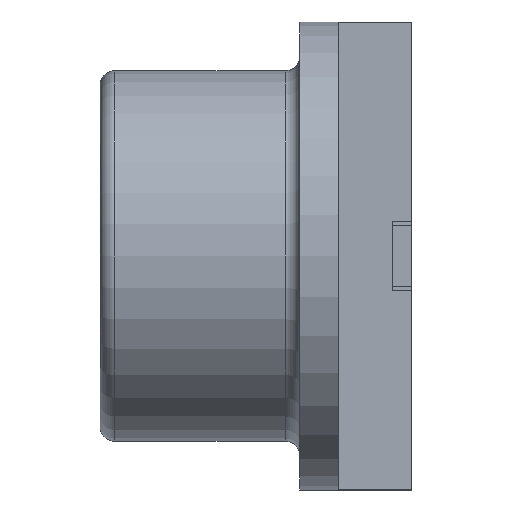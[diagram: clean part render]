
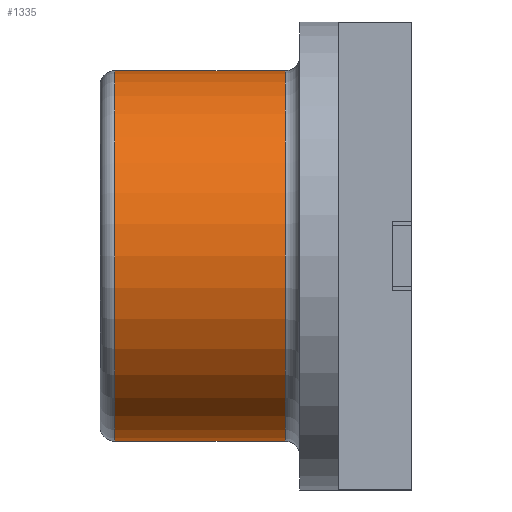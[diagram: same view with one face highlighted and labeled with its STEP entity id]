
A CAD part, left-side view. The second image highlights one B-rep face of the part: STEP entity #1335.
In plain terms, the highlighted cylindrical face has radius 1.9 mm (diameter 3.8 mm), a partial arc.
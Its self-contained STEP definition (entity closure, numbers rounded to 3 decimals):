
#179 = VERTEX_POINT ( 'NONE', #1339 ) ;
#224 = CIRCLE ( 'NONE', #977, 1.9 ) ;
#246 = EDGE_CURVE ( 'NONE', #1081, #179, #1053, .T. ) ;
#270 = CARTESIAN_POINT ( 'NONE',  ( -3.25, 3.05, 0. ) ) ;
#316 = EDGE_LOOP ( 'NONE', ( #1401, #1380, #348, #479 ) ) ;
#348 = ORIENTED_EDGE ( 'NONE', *, *, #1243, .T. ) ;
#405 = LINE ( 'NONE', #650, #1574 ) ;
#445 = CARTESIAN_POINT ( 'NONE',  ( -3.25, 1.3, -1.9 ) ) ;
#479 = ORIENTED_EDGE ( 'NONE', *, *, #836, .T. ) ;
#503 = VERTEX_POINT ( 'NONE', #445 ) ;
#523 = DIRECTION ( 'NONE',  ( 0., -1., 0. ) ) ;
#544 = DIRECTION ( 'NONE',  ( 0., -1., 0. ) ) ;
#554 = VECTOR ( 'NONE', #544, 1000. ) ;
#650 = CARTESIAN_POINT ( 'NONE',  ( -3.25, 17.379, -1.9 ) ) ;
#665 = DIRECTION ( 'NONE',  ( 0., -1., 0. ) ) ;
#719 = DIRECTION ( 'NONE',  ( 0., 1., 0. ) ) ;
#836 = EDGE_CURVE ( 'NONE', #503, #891, #224, .T. ) ;
#867 = FACE_OUTER_BOUND ( 'NONE', #316, .T. ) ;
#886 = CYLINDRICAL_SURFACE ( 'NONE', #1062, 1.9 ) ;
#891 = VERTEX_POINT ( 'NONE', #1519 ) ;
#892 = CARTESIAN_POINT ( 'NONE',  ( -3.25, 17.379, 0. ) ) ;
#913 = EDGE_CURVE ( 'NONE', #1081, #891, #1099, .T. ) ;
#977 = AXIS2_PLACEMENT_3D ( 'NONE', #1185, #719, #1545 ) ;
#1027 = CARTESIAN_POINT ( 'NONE',  ( -3.25, 17.379, 1.9 ) ) ;
#1053 = CIRCLE ( 'NONE', #1256, 1.9 ) ;
#1062 = AXIS2_PLACEMENT_3D ( 'NONE', #892, #665, #1259 ) ;
#1081 = VERTEX_POINT ( 'NONE', #1543 ) ;
#1099 = LINE ( 'NONE', #1027, #554 ) ;
#1185 = CARTESIAN_POINT ( 'NONE',  ( -3.25, 1.3, 0. ) ) ;
#1243 = EDGE_CURVE ( 'NONE', #179, #503, #405, .T. ) ;
#1256 = AXIS2_PLACEMENT_3D ( 'NONE', #270, #1365, #1482 ) ;
#1259 = DIRECTION ( 'NONE',  ( 0., 0., -1. ) ) ;
#1335 = ADVANCED_FACE ( 'NONE', ( #867 ), #886, .T. ) ;
#1339 = CARTESIAN_POINT ( 'NONE',  ( -3.25, 3.05, -1.9 ) ) ;
#1365 = DIRECTION ( 'NONE',  ( 0., -1., 0. ) ) ;
#1380 = ORIENTED_EDGE ( 'NONE', *, *, #246, .T. ) ;
#1401 = ORIENTED_EDGE ( 'NONE', *, *, #913, .F. ) ;
#1482 = DIRECTION ( 'NONE',  ( 0., 0., 1. ) ) ;
#1519 = CARTESIAN_POINT ( 'NONE',  ( -3.25, 1.3, 1.9 ) ) ;
#1543 = CARTESIAN_POINT ( 'NONE',  ( -3.25, 3.05, 1.9 ) ) ;
#1545 = DIRECTION ( 'NONE',  ( 0., 0., 1. ) ) ;
#1574 = VECTOR ( 'NONE', #523, 1000. ) ;
